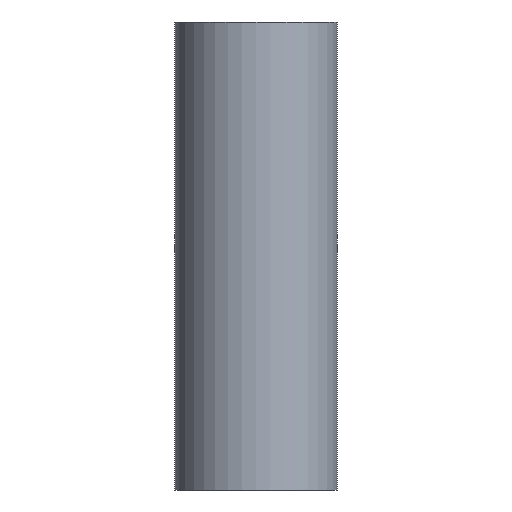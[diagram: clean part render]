
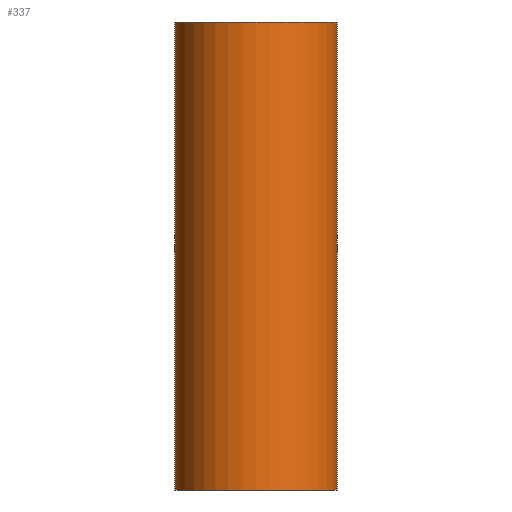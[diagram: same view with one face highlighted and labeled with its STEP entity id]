
A CAD part, front view. The second image highlights one B-rep face of the part: STEP entity #337.
In plain terms, the highlighted cylindrical face has radius 25.4 mm (diameter 50.8 mm), a partial arc.
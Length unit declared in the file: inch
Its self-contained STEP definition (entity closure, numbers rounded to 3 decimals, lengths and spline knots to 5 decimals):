
#21 = AXIS2_PLACEMENT_3D ( 'NONE', #1224, #1310, #891 ) ;
#55 = CARTESIAN_POINT ( 'NONE',  ( 1., 0., 2.87402 ) ) ;
#105 = ORIENTED_EDGE ( 'NONE', *, *, #408, .F. ) ;
#128 = CIRCLE ( 'NONE', #192, 1. ) ;
#192 = AXIS2_PLACEMENT_3D ( 'NONE', #1157, #311, #1155 ) ;
#262 = CARTESIAN_POINT ( 'NONE',  ( 1., 0., -2.87402 ) ) ;
#284 = DIRECTION ( 'NONE',  ( -1., 0., 0. ) ) ;
#309 = CYLINDRICAL_SURFACE ( 'NONE', #312, 1. ) ;
#310 = VERTEX_POINT ( 'NONE', #262 ) ;
#311 = DIRECTION ( 'NONE',  ( 0., 0., 1. ) ) ;
#312 = AXIS2_PLACEMENT_3D ( 'NONE', #467, #710, #284 ) ;
#335 = VERTEX_POINT ( 'NONE', #1117 ) ;
#337 = ADVANCED_FACE ( 'NONE', ( #362 ), #309, .T. ) ;
#340 = EDGE_LOOP ( 'NONE', ( #491, #105, #633, #375 ) ) ;
#362 = FACE_OUTER_BOUND ( 'NONE', #340, .T. ) ;
#375 = ORIENTED_EDGE ( 'NONE', *, *, #940, .T. ) ;
#408 = EDGE_CURVE ( 'NONE', #1143, #602, #733, .T. ) ;
#467 = CARTESIAN_POINT ( 'NONE',  ( 0., 0., 2.87402 ) ) ;
#490 = DIRECTION ( 'NONE',  ( 0., 0., -1. ) ) ;
#491 = ORIENTED_EDGE ( 'NONE', *, *, #866, .F. ) ;
#545 = CARTESIAN_POINT ( 'NONE',  ( -1., 0., 2.87402 ) ) ;
#602 = VERTEX_POINT ( 'NONE', #55 ) ;
#633 = ORIENTED_EDGE ( 'NONE', *, *, #735, .T. ) ;
#710 = DIRECTION ( 'NONE',  ( 0., 0., -1. ) ) ;
#733 = CIRCLE ( 'NONE', #21, 1. ) ;
#735 = EDGE_CURVE ( 'NONE', #1143, #335, #774, .T. ) ;
#774 = LINE ( 'NONE', #903, #1094 ) ;
#812 = DIRECTION ( 'NONE',  ( 0., 0., -1. ) ) ;
#820 = CARTESIAN_POINT ( 'NONE',  ( 1., 0., 2.87402 ) ) ;
#866 = EDGE_CURVE ( 'NONE', #602, #310, #929, .T. ) ;
#891 = DIRECTION ( 'NONE',  ( 1., 0., 0. ) ) ;
#903 = CARTESIAN_POINT ( 'NONE',  ( -1., 0., 2.87402 ) ) ;
#929 = LINE ( 'NONE', #820, #1052 ) ;
#940 = EDGE_CURVE ( 'NONE', #335, #310, #128, .T. ) ;
#1052 = VECTOR ( 'NONE', #490, 39.37008 ) ;
#1094 = VECTOR ( 'NONE', #812, 39.37008 ) ;
#1117 = CARTESIAN_POINT ( 'NONE',  ( -1., 0., -2.87402 ) ) ;
#1143 = VERTEX_POINT ( 'NONE', #545 ) ;
#1155 = DIRECTION ( 'NONE',  ( 1., 0., 0. ) ) ;
#1157 = CARTESIAN_POINT ( 'NONE',  ( 0., 0., -2.87402 ) ) ;
#1224 = CARTESIAN_POINT ( 'NONE',  ( 0., 0., 2.87402 ) ) ;
#1310 = DIRECTION ( 'NONE',  ( 0., 0., 1. ) ) ;
